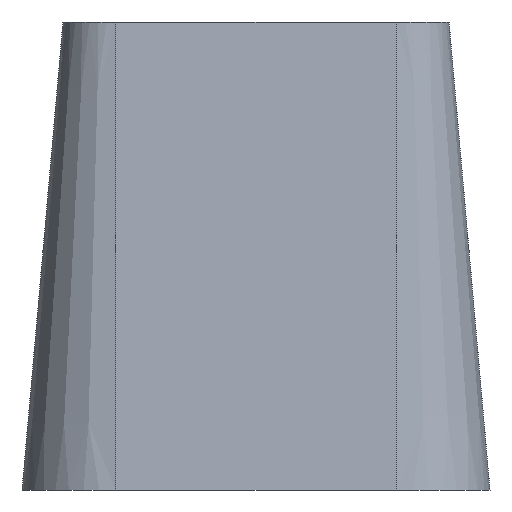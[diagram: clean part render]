
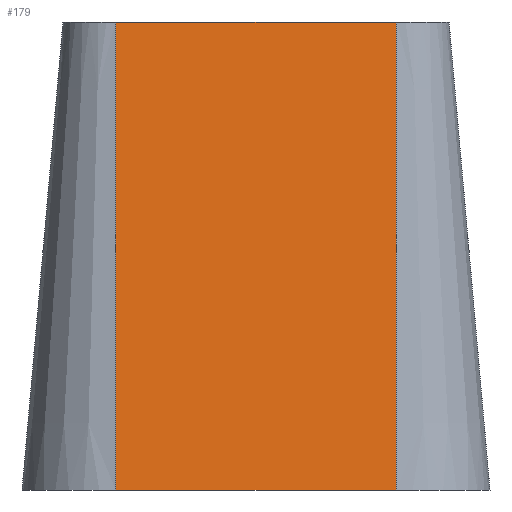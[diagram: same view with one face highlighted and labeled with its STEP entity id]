
A CAD part, left-side view. The second image highlights one B-rep face of the part: STEP entity #179.
In plain terms, the highlighted planar face has unit normal (-0.996, 0, 0.087).
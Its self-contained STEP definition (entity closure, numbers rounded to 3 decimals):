
#33=FACE_OUTER_BOUND('',#43,.T.);
#43=EDGE_LOOP('',(#143,#144,#145,#146));
#59=LINE('',#307,#75);
#60=LINE('',#311,#76);
#61=LINE('',#313,#77);
#62=LINE('',#314,#78);
#75=VECTOR('',#251,10.);
#76=VECTOR('',#256,10.);
#77=VECTOR('',#257,10.);
#78=VECTOR('',#258,10.);
#91=VERTEX_POINT('',#304);
#92=VERTEX_POINT('',#306);
#93=VERTEX_POINT('',#310);
#94=VERTEX_POINT('',#312);
#112=EDGE_CURVE('',#92,#91,#59,.T.);
#114=EDGE_CURVE('',#91,#93,#60,.T.);
#115=EDGE_CURVE('',#94,#93,#61,.T.);
#116=EDGE_CURVE('',#92,#94,#62,.T.);
#143=ORIENTED_EDGE('',*,*,#114,.T.);
#144=ORIENTED_EDGE('',*,*,#115,.F.);
#145=ORIENTED_EDGE('',*,*,#116,.F.);
#146=ORIENTED_EDGE('',*,*,#112,.T.);
#170=PLANE('',#209);
#179=ADVANCED_FACE('',(#33),#170,.T.);
#209=AXIS2_PLACEMENT_3D('',#309,#254,#255);
#251=DIRECTION('',(0.087,0.,0.996));
#254=DIRECTION('center_axis',(-0.996,0.,0.087));
#255=DIRECTION('ref_axis',(0.,-1.,0.));
#256=DIRECTION('',(0.,1.,0.));
#257=DIRECTION('',(0.087,0.,0.996));
#258=DIRECTION('',(0.,1.,0.));
#304=CARTESIAN_POINT('',(-45.626,10.,50.));
#306=CARTESIAN_POINT('',(-50.,10.,0.));
#307=CARTESIAN_POINT('',(-50.,10.,0.));
#309=CARTESIAN_POINT('Origin',(-50.,10.,0.));
#310=CARTESIAN_POINT('',(-45.626,40.,50.));
#311=CARTESIAN_POINT('',(-45.626,10.,50.));
#312=CARTESIAN_POINT('',(-50.,40.,0.));
#313=CARTESIAN_POINT('',(-50.,40.,0.));
#314=CARTESIAN_POINT('',(-50.,10.,0.));
